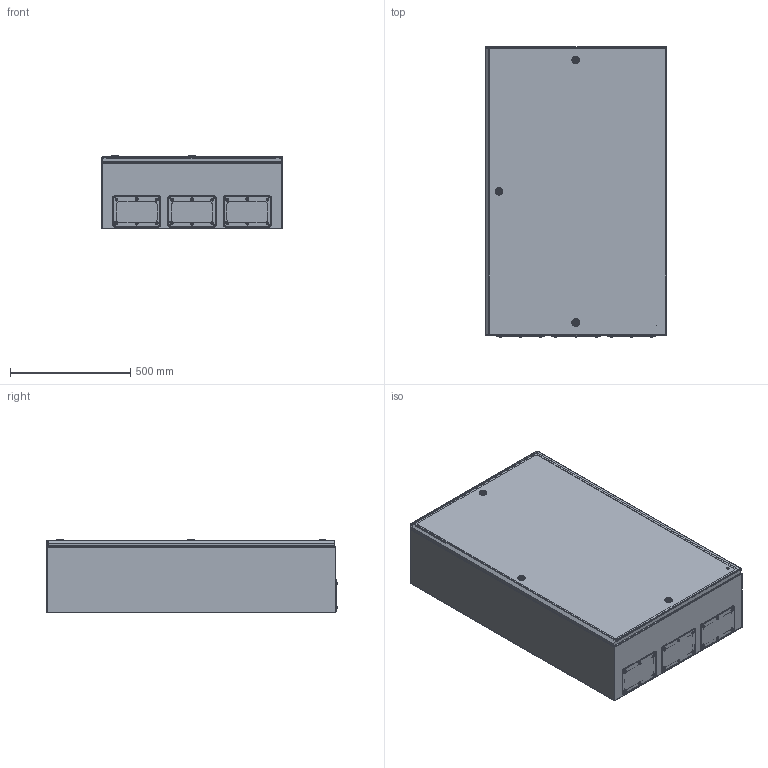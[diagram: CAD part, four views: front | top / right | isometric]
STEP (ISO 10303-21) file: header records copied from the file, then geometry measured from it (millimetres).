
FILE_DESCRIPTION (( 'STEP AP203' ), '1' );
FILE_NAME ('昈-2023.00.00.000 椗眅- 120.75.30 (棞迒-6) IP65 PROxima.STEP', '2021-04-22T13:09:36', ( '' ), ( '' ), 'SwSTEP 2.0', 'SolidWorks 2021', '' );
FILE_SCHEMA (( 'CONFIG_CONTROL_DESIGN' ));
Length unit declared in the file: millimetre
Products named in the file (23): hex flange nut_din_Hexagon Flange Nut DIN 6923 - M6 - N; ÌÈ-2023.01.01.000 Ñòåíêà çàäíÿÿ â ñáîðå ; ÓÊ íà äâåðü 2023; Íàâåñêà íà êîðïóñ ïîä êëåïêó; ÌÈ-2023.00.00.001 Ïàíåëü ìîíòàæíàÿ; ÌÈ-2023.01.00.001 Ñòåíêà âåðõíÿÿ; ÌÈ-2023.01.00.000 Êîðïóñ â ñáîðå; Øïèëüêà Ì6õ12; ﾌﾈ-2000.00.00.001 ﾂ粽蓖鵫 瑙褻 ﾘﾌﾏﾃ; Îñü ïåòëè 4õ52_‚¨­â A.M4x0,5x40 ƒŽ‘’ 11644-75; ÌÈ-2023.01.00.001 Ñòåíêà âåðõíÿÿ_‘â. ­¨¦­ïï ; ÌÈ-2023.02.00.000 Äâåðü â ñáîðå; rivet 02_din_DIN 660-5x8-St-A-2; 昈-2023.00.00.000 椗眅- 120.75.30 (棞迒-6) IP65 PROxima; Çàêëåïêà öèëèíäðè÷åñêàÿ Ì4 ÑÒ-Á ñ âíóòðåííåé ðåçüáîé_Œ8; Çàìîê áîëüøîé; ﾌﾈ-2000.00.00.000 ﾂ粽蓖鵫 瑙褻 ﾘﾌﾏﾃ; Ïåòëÿ íà äâåðü ï-îáðàçíàÿ; ﾌﾈ-2023.01.00.003 ﾊ鰀靍裲; ﾌﾈ-2023.02.00.001 ﾄ粢; ÌÈ-2023.01.01.001 Ñòåíêà çàäíÿÿ; pan head cross recess screw_din_DIN EN ISO 7045 - M4 x 16 - Z - 16N; Øïèëüêà ïðèâàðíàÿ Ì6õ20 DIN 13918
Assembly tree (77 placements, depth 4):
  昈-2023.00.00.000 椗眅- 120.75.30 (棞迒-6) IP65 PROxima
    ÌÈ-2023.01.00.000 Êîðïóñ â ñáîðå
      ÌÈ-2023.01.01.000 Ñòåíêà çàäíÿÿ â ñáîðå 
        ÌÈ-2023.01.01.001 Ñòåíêà çàäíÿÿ
        Øïèëüêà Ì6õ12
        Øïèëüêà ïðèâàðíàÿ Ì6õ20 DIN 13918  x6
      ÌÈ-2023.01.00.001 Ñòåíêà âåðõíÿÿ
      ÌÈ-2023.01.00.001 Ñòåíêà âåðõíÿÿ_‘â. ­¨¦­ïï 
      Çàêëåïêà öèëèíäðè÷åñêàÿ Ì4 ÑÒ-Á ñ âíóòðåííåé ðåçüáîé_Œ8  x18
      ﾌﾈ-2023.01.00.003 ﾊ鰀靍裲
    ÌÈ-2023.02.00.000 Äâåðü â ñáîðå
      ﾌﾈ-2023.02.00.001 ﾄ粢
      ÓÊ íà äâåðü 2023
      Øïèëüêà Ì6õ12
      Çàìîê áîëüøîé  x3
      Ïåòëÿ íà äâåðü ï-îáðàçíàÿ  x3
    ÌÈ-2023.00.00.001 Ïàíåëü ìîíòàæíàÿ
    Íàâåñêà íà êîðïóñ ïîä êëåïêó  x3
    rivet 02_din_DIN 660-5x8-St-A-2  x4
    Îñü ïåòëè 4õ52_‚¨­â A.M4x0,5x40 ƒŽ‘’ 11644-75  x3
    ﾌﾈ-2000.00.00.000 ﾂ粽蓖鵫 瑙褻 ﾘﾌﾏﾃ  x3
      ﾌﾈ-2000.00.00.001 ﾂ粽蓖鵫 瑙褻 ﾘﾌﾏﾃ
    pan head cross recess screw_din_DIN EN ISO 7045 - M4 x 16 - Z - 16N  x18
    hex flange nut_din_Hexagon Flange Nut DIN 6923 - M6 - N  x3
Bounding box: 750 x 1208.52 x 306.54 mm (x, y, z)
Volume: 6421263.2 mm3; surface area: 8507347.3 mm2
Topology: 73 solids, 88 shells, 5077 faces, 13038 edges, 8353 vertices
Faces by surface type: plane 2649, bspline 1057, cylinder 677, cone 382, torus 276, sphere 36
Entity records: 39535 total; most frequent: CARTESIAN_POINT 9963, ORIENTED_EDGE 5316, DIRECTION 5203, EDGE_CURVE 2658, AXIS2_PLACEMENT_3D 1750, LINE 1703, VECTOR 1703, VERTEX_POINT 1668
